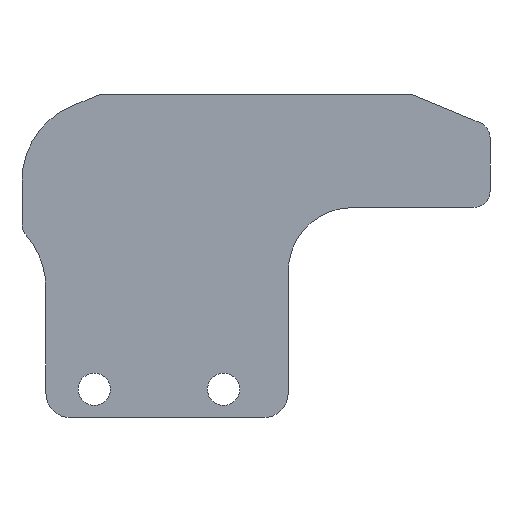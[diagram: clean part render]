
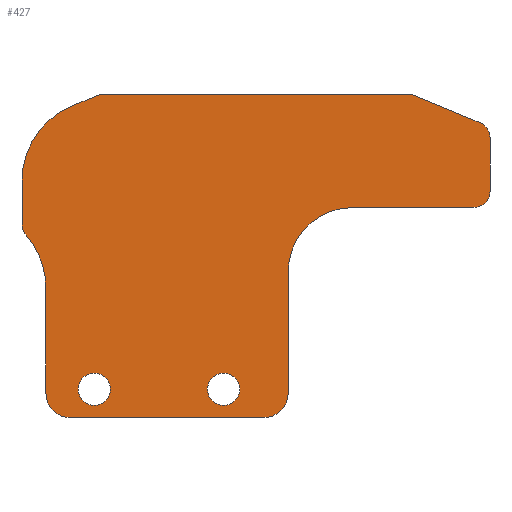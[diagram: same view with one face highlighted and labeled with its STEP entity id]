
A CAD part, front view. The second image highlights one B-rep face of the part: STEP entity #427.
In plain terms, the highlighted planar face has unit normal (0, -1, 0).
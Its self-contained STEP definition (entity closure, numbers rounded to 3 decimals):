
#15=FACE_BOUND('',#56,.T.);
#16=FACE_BOUND('',#57,.T.);
#20=PLANE('',#466);
#32=FACE_OUTER_BOUND('',#55,.T.);
#55=EDGE_LOOP('',(#295,#296,#297,#298,#299,#300,#301,#302,#303,#304,#305,
#306,#307,#308,#309,#310,#311,#312,#313));
#56=EDGE_LOOP('',(#314));
#57=EDGE_LOOP('',(#315));
#82=LINE('',#656,#121);
#85=LINE('',#664,#124);
#86=LINE('',#668,#125);
#87=LINE('',#672,#126);
#88=LINE('',#676,#127);
#89=LINE('',#680,#128);
#90=LINE('',#684,#129);
#91=LINE('',#688,#130);
#92=LINE('',#692,#131);
#121=VECTOR('',#521,10.);
#124=VECTOR('',#528,10.);
#125=VECTOR('',#531,10.);
#126=VECTOR('',#534,10.);
#127=VECTOR('',#537,10.);
#128=VECTOR('',#540,10.);
#129=VECTOR('',#543,10.);
#130=VECTOR('',#546,10.);
#131=VECTOR('',#549,10.);
#159=CIRCLE('',#464,2.);
#160=CIRCLE('',#467,10.);
#161=CIRCLE('',#468,3.);
#162=CIRCLE('',#469,3.);
#163=CIRCLE('',#470,8.);
#164=CIRCLE('',#471,2.);
#165=CIRCLE('',#472,2.);
#166=CIRCLE('',#473,1.);
#167=CIRCLE('',#474,1.);
#168=CIRCLE('',#475,10.);
#169=CIRCLE('',#476,2.);
#170=CIRCLE('',#477,2.);
#184=VERTEX_POINT('',#649);
#185=VERTEX_POINT('',#651);
#186=VERTEX_POINT('',#655);
#188=VERTEX_POINT('',#661);
#189=VERTEX_POINT('',#663);
#190=VERTEX_POINT('',#665);
#191=VERTEX_POINT('',#667);
#192=VERTEX_POINT('',#669);
#193=VERTEX_POINT('',#671);
#194=VERTEX_POINT('',#673);
#195=VERTEX_POINT('',#675);
#196=VERTEX_POINT('',#677);
#197=VERTEX_POINT('',#679);
#198=VERTEX_POINT('',#681);
#199=VERTEX_POINT('',#683);
#200=VERTEX_POINT('',#685);
#201=VERTEX_POINT('',#687);
#202=VERTEX_POINT('',#689);
#203=VERTEX_POINT('',#691);
#204=VERTEX_POINT('',#694);
#205=VERTEX_POINT('',#696);
#226=EDGE_CURVE('',#184,#185,#159,.T.);
#228=EDGE_CURVE('',#186,#185,#82,.T.);
#231=EDGE_CURVE('',#188,#184,#160,.T.);
#232=EDGE_CURVE('',#189,#188,#85,.T.);
#233=EDGE_CURVE('',#190,#189,#161,.T.);
#234=EDGE_CURVE('',#191,#190,#86,.T.);
#235=EDGE_CURVE('',#192,#191,#162,.T.);
#236=EDGE_CURVE('',#193,#192,#87,.T.);
#237=EDGE_CURVE('',#194,#193,#163,.T.);
#238=EDGE_CURVE('',#194,#195,#88,.T.);
#239=EDGE_CURVE('',#196,#195,#164,.T.);
#240=EDGE_CURVE('',#196,#197,#89,.T.);
#241=EDGE_CURVE('',#198,#197,#165,.T.);
#242=EDGE_CURVE('',#198,#199,#90,.T.);
#243=EDGE_CURVE('',#200,#199,#166,.T.);
#244=EDGE_CURVE('',#201,#200,#91,.T.);
#245=EDGE_CURVE('',#202,#201,#167,.T.);
#246=EDGE_CURVE('',#202,#203,#92,.T.);
#247=EDGE_CURVE('',#186,#203,#168,.T.);
#248=EDGE_CURVE('',#204,#204,#169,.T.);
#249=EDGE_CURVE('',#205,#205,#170,.T.);
#295=ORIENTED_EDGE('',*,*,#226,.F.);
#296=ORIENTED_EDGE('',*,*,#231,.F.);
#297=ORIENTED_EDGE('',*,*,#232,.F.);
#298=ORIENTED_EDGE('',*,*,#233,.F.);
#299=ORIENTED_EDGE('',*,*,#234,.F.);
#300=ORIENTED_EDGE('',*,*,#235,.F.);
#301=ORIENTED_EDGE('',*,*,#236,.F.);
#302=ORIENTED_EDGE('',*,*,#237,.F.);
#303=ORIENTED_EDGE('',*,*,#238,.T.);
#304=ORIENTED_EDGE('',*,*,#239,.F.);
#305=ORIENTED_EDGE('',*,*,#240,.T.);
#306=ORIENTED_EDGE('',*,*,#241,.F.);
#307=ORIENTED_EDGE('',*,*,#242,.T.);
#308=ORIENTED_EDGE('',*,*,#243,.F.);
#309=ORIENTED_EDGE('',*,*,#244,.F.);
#310=ORIENTED_EDGE('',*,*,#245,.F.);
#311=ORIENTED_EDGE('',*,*,#246,.T.);
#312=ORIENTED_EDGE('',*,*,#247,.F.);
#313=ORIENTED_EDGE('',*,*,#228,.T.);
#314=ORIENTED_EDGE('',*,*,#248,.F.);
#315=ORIENTED_EDGE('',*,*,#249,.F.);
#427=ADVANCED_FACE('',(#32,#15,#16),#20,.F.);
#464=AXIS2_PLACEMENT_3D('',#652,#516,#517);
#466=AXIS2_PLACEMENT_3D('',#660,#524,#525);
#467=AXIS2_PLACEMENT_3D('',#662,#526,#527);
#468=AXIS2_PLACEMENT_3D('',#666,#529,#530);
#469=AXIS2_PLACEMENT_3D('',#670,#532,#533);
#470=AXIS2_PLACEMENT_3D('',#674,#535,#536);
#471=AXIS2_PLACEMENT_3D('',#678,#538,#539);
#472=AXIS2_PLACEMENT_3D('',#682,#541,#542);
#473=AXIS2_PLACEMENT_3D('',#686,#544,#545);
#474=AXIS2_PLACEMENT_3D('',#690,#547,#548);
#475=AXIS2_PLACEMENT_3D('',#693,#550,#551);
#476=AXIS2_PLACEMENT_3D('',#695,#552,#553);
#477=AXIS2_PLACEMENT_3D('',#697,#554,#555);
#516=DIRECTION('center_axis',(0.,1.,0.));
#517=DIRECTION('ref_axis',(-0.936,0.,-0.352));
#521=DIRECTION('',(0.005,0.,-1.));
#524=DIRECTION('center_axis',(0.,1.,0.));
#525=DIRECTION('ref_axis',(1.,0.,0.));
#526=DIRECTION('center_axis',(0.,-1.,0.));
#527=DIRECTION('ref_axis',(0.707,0.,0.707));
#528=DIRECTION('',(0.,0.,1.));
#529=DIRECTION('center_axis',(0.,1.,0.));
#530=DIRECTION('ref_axis',(-0.707,0.,-0.707));
#531=DIRECTION('',(-1.,0.,0.));
#532=DIRECTION('center_axis',(0.,1.,0.));
#533=DIRECTION('ref_axis',(0.707,0.,-0.707));
#534=DIRECTION('',(0.,0.,-1.));
#535=DIRECTION('center_axis',(0.,-1.,0.));
#536=DIRECTION('ref_axis',(-0.707,0.,0.707));
#537=DIRECTION('',(1.,0.,0.));
#538=DIRECTION('center_axis',(0.,1.,0.));
#539=DIRECTION('ref_axis',(0.707,0.,-0.707));
#540=DIRECTION('',(0.,0.,1.));
#541=DIRECTION('center_axis',(0.,1.,0.));
#542=DIRECTION('ref_axis',(0.831,0.,0.556));
#543=DIRECTION('',(-0.924,0.,0.383));
#544=DIRECTION('center_axis',(0.,1.,0.));
#545=DIRECTION('ref_axis',(0.195,0.,0.981));
#546=DIRECTION('',(1.,0.,0.));
#547=DIRECTION('center_axis',(0.,1.,0.));
#548=DIRECTION('ref_axis',(-0.195,0.,0.981));
#549=DIRECTION('',(-0.924,0.,-0.383));
#550=DIRECTION('center_axis',(0.,1.,0.));
#551=DIRECTION('ref_axis',(-0.833,0.,0.553));
#552=DIRECTION('center_axis',(0.,-1.,0.));
#553=DIRECTION('ref_axis',(1.,0.,0.));
#554=DIRECTION('center_axis',(0.,-1.,0.));
#555=DIRECTION('ref_axis',(1.,0.,0.));
#649=CARTESIAN_POINT('',(-17.444,0.,2.551));
#651=CARTESIAN_POINT('',(-17.933,0.,3.85));
#652=CARTESIAN_POINT('Origin',(-15.933,0.,3.861));
#655=CARTESIAN_POINT('',(-17.963,0.,9.278));
#656=CARTESIAN_POINT('',(-17.92,0.,1.521));
#660=CARTESIAN_POINT('Origin',(-12.5,0.,0.));
#661=CARTESIAN_POINT('',(-15.,0.,-4.));
#662=CARTESIAN_POINT('Origin',(-25.,0.,-4.));
#663=CARTESIAN_POINT('',(-15.,0.,-17.));
#664=CARTESIAN_POINT('',(-15.,0.,-20.));
#665=CARTESIAN_POINT('',(-12.,0.,-20.));
#666=CARTESIAN_POINT('Origin',(-12.,0.,-17.));
#667=CARTESIAN_POINT('',(12.,0.,-20.));
#668=CARTESIAN_POINT('',(15.,0.,-20.));
#669=CARTESIAN_POINT('',(15.,0.,-17.));
#670=CARTESIAN_POINT('Origin',(12.,0.,-17.));
#671=CARTESIAN_POINT('',(15.,0.,-2.));
#672=CARTESIAN_POINT('',(15.,0.,20.));
#673=CARTESIAN_POINT('',(23.,0.,6.));
#674=CARTESIAN_POINT('Origin',(23.,0.,-2.));
#675=CARTESIAN_POINT('',(38.,0.,6.));
#676=CARTESIAN_POINT('',(-25.,0.,6.));
#677=CARTESIAN_POINT('',(40.,0.,8.));
#678=CARTESIAN_POINT('Origin',(38.,0.,8.));
#679=CARTESIAN_POINT('',(40.,0.,14.664));
#680=CARTESIAN_POINT('',(40.,0.,16.));
#681=CARTESIAN_POINT('',(38.765,0.,16.511));
#682=CARTESIAN_POINT('Origin',(38.,0.,14.664));
#683=CARTESIAN_POINT('',(30.527,0.,19.924));
#684=CARTESIAN_POINT('',(30.343,0.,20.));
#685=CARTESIAN_POINT('',(30.144,0.,20.));
#686=CARTESIAN_POINT('Origin',(30.144,0.,19.));
#687=CARTESIAN_POINT('',(-8.144,0.,20.));
#688=CARTESIAN_POINT('',(-15.,0.,20.));
#689=CARTESIAN_POINT('',(-8.527,0.,19.924));
#690=CARTESIAN_POINT('Origin',(-8.144,0.,19.));
#691=CARTESIAN_POINT('',(-11.79,0.,18.572));
#692=CARTESIAN_POINT('',(-18.481,0.,15.801));
#693=CARTESIAN_POINT('Origin',(-7.963,0.,9.333));
#694=CARTESIAN_POINT('',(-11.,0.,-16.5));
#695=CARTESIAN_POINT('Origin',(-9.,0.,-16.5));
#696=CARTESIAN_POINT('',(5.,0.,-16.5));
#697=CARTESIAN_POINT('Origin',(7.,0.,-16.5));
